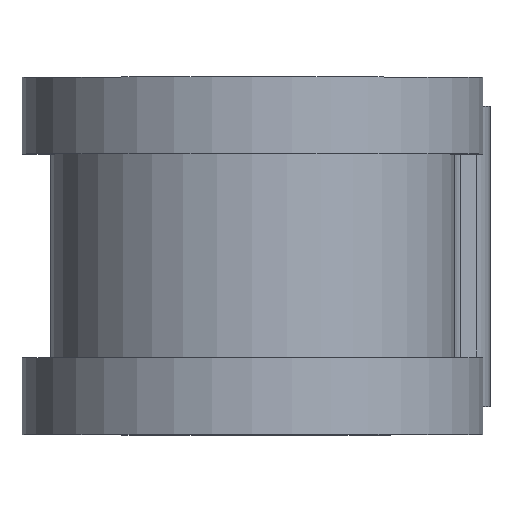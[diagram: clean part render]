
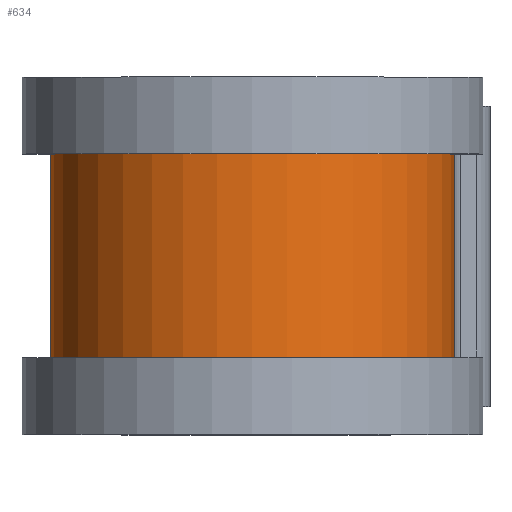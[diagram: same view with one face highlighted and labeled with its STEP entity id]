
A CAD part, top view. The second image highlights one B-rep face of the part: STEP entity #634.
In plain terms, the highlighted cylindrical face has radius 10.681 mm (diameter 21.361 mm), a partial arc.
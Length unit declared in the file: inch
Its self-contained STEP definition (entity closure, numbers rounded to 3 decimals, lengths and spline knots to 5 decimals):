
#24 = CARTESIAN_POINT ( 'NONE',  ( 0., 0.3125, 0. ) ) ;
#58 = CARTESIAN_POINT ( 'NONE',  ( 0.4205, -0.2125, 0. ) ) ;
#103 = CIRCLE ( 'NONE', #1040, 0.4205 ) ;
#123 = CARTESIAN_POINT ( 'NONE',  ( 0., 0.2125, 0. ) ) ;
#147 = ORIENTED_EDGE ( 'NONE', *, *, #1267, .T. ) ;
#183 = DIRECTION ( 'NONE',  ( 0., -1., 0. ) ) ;
#218 = EDGE_CURVE ( 'NONE', #384, #1388, #305, .T. ) ;
#272 = DIRECTION ( 'NONE',  ( 0., 0., -1. ) ) ;
#273 = VERTEX_POINT ( 'NONE', #1735 ) ;
#299 = CYLINDRICAL_SURFACE ( 'NONE', #1384, 0.4205 ) ;
#305 = CIRCLE ( 'NONE', #1360, 0.4205 ) ;
#311 = ORIENTED_EDGE ( 'NONE', *, *, #218, .F. ) ;
#363 = EDGE_LOOP ( 'NONE', ( #1604, #147, #724, #311 ) ) ;
#384 = VERTEX_POINT ( 'NONE', #58 ) ;
#439 = FACE_OUTER_BOUND ( 'NONE', #363, .T. ) ;
#454 = DIRECTION ( 'NONE',  ( 0., -1., 0. ) ) ;
#581 = CARTESIAN_POINT ( 'NONE',  ( 0.4205, 0.3125, 0. ) ) ;
#634 = ADVANCED_FACE ( 'NONE', ( #439 ), #299, .T. ) ;
#644 = LINE ( 'NONE', #581, #1013 ) ;
#658 = EDGE_CURVE ( 'NONE', #1423, #384, #644, .T. ) ;
#724 = ORIENTED_EDGE ( 'NONE', *, *, #948, .T. ) ;
#760 = CARTESIAN_POINT ( 'NONE',  ( 0.4205, 0.2125, 0. ) ) ;
#948 = EDGE_CURVE ( 'NONE', #273, #1388, #1578, .T. ) ;
#1008 = CARTESIAN_POINT ( 'NONE',  ( 0., -0.2125, -0.4205 ) ) ;
#1013 = VECTOR ( 'NONE', #183, 39.37008 ) ;
#1040 = AXIS2_PLACEMENT_3D ( 'NONE', #123, #1115, #272 ) ;
#1106 = DIRECTION ( 'NONE',  ( 0., 0., -1. ) ) ;
#1115 = DIRECTION ( 'NONE',  ( 0., -1., 0. ) ) ;
#1135 = CARTESIAN_POINT ( 'NONE',  ( 0., 0.3125, -0.4205 ) ) ;
#1241 = DIRECTION ( 'NONE',  ( 0., -1., 0. ) ) ;
#1258 = VECTOR ( 'NONE', #454, 39.37008 ) ;
#1267 = EDGE_CURVE ( 'NONE', #1423, #273, #103, .T. ) ;
#1360 = AXIS2_PLACEMENT_3D ( 'NONE', #1561, #1575, #1582 ) ;
#1384 = AXIS2_PLACEMENT_3D ( 'NONE', #24, #1241, #1106 ) ;
#1388 = VERTEX_POINT ( 'NONE', #1008 ) ;
#1423 = VERTEX_POINT ( 'NONE', #760 ) ;
#1561 = CARTESIAN_POINT ( 'NONE',  ( 0., -0.2125, 0. ) ) ;
#1575 = DIRECTION ( 'NONE',  ( 0., -1., 0. ) ) ;
#1578 = LINE ( 'NONE', #1135, #1258 ) ;
#1582 = DIRECTION ( 'NONE',  ( 0., 0., -1. ) ) ;
#1604 = ORIENTED_EDGE ( 'NONE', *, *, #658, .F. ) ;
#1735 = CARTESIAN_POINT ( 'NONE',  ( 0., 0.2125, -0.4205 ) ) ;
